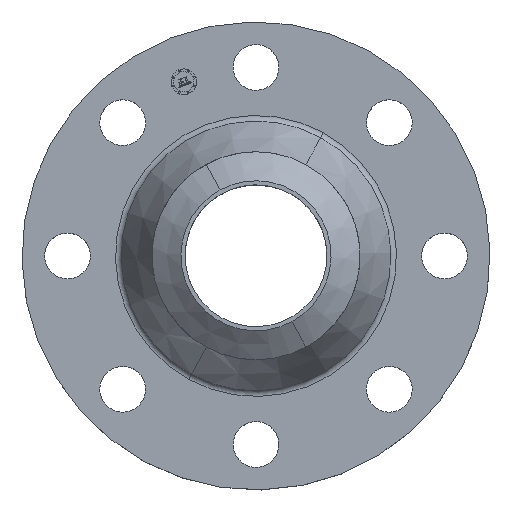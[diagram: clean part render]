
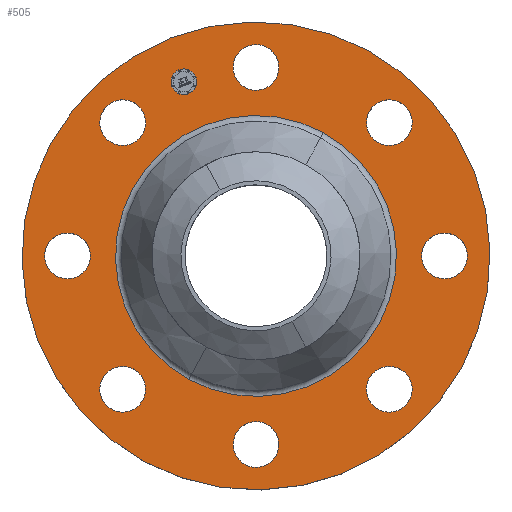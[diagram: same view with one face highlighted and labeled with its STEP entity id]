
A CAD part, top view. The second image highlights one B-rep face of the part: STEP entity #505.
In plain terms, the highlighted planar face has unit normal (0, 0, 1).
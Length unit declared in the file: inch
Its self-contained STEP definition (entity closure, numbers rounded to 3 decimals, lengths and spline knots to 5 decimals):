
#65=AXIS2_PLACEMENT_3D('Circle Axis2P3D',#63,#64,$) ;
#319=AXIS2_PLACEMENT_3D('Plane Axis2P3D',#316,#317,#318) ;
#323=AXIS2_PLACEMENT_3D('Circle Axis2P3D',#321,#322,$) ;
#332=AXIS2_PLACEMENT_3D('Circle Axis2P3D',#330,#331,$) ;
#345=AXIS2_PLACEMENT_3D('Circle Axis2P3D',#343,#344,$) ;
#354=AXIS2_PLACEMENT_3D('Circle Axis2P3D',#352,#353,$) ;
#363=AXIS2_PLACEMENT_3D('Circle Axis2P3D',#361,#362,$) ;
#372=AXIS2_PLACEMENT_3D('Circle Axis2P3D',#370,#371,$) ;
#381=AXIS2_PLACEMENT_3D('Circle Axis2P3D',#379,#380,$) ;
#390=AXIS2_PLACEMENT_3D('Circle Axis2P3D',#388,#389,$) ;
#399=AXIS2_PLACEMENT_3D('Circle Axis2P3D',#397,#398,$) ;
#408=AXIS2_PLACEMENT_3D('Circle Axis2P3D',#406,#407,$) ;
#417=AXIS2_PLACEMENT_3D('Circle Axis2P3D',#415,#416,$) ;
#426=AXIS2_PLACEMENT_3D('Circle Axis2P3D',#424,#425,$) ;
#435=AXIS2_PLACEMENT_3D('Circle Axis2P3D',#433,#434,$) ;
#444=AXIS2_PLACEMENT_3D('Circle Axis2P3D',#442,#443,$) ;
#453=AXIS2_PLACEMENT_3D('Circle Axis2P3D',#451,#452,$) ;
#462=AXIS2_PLACEMENT_3D('Circle Axis2P3D',#460,#461,$) ;
#471=AXIS2_PLACEMENT_3D('Circle Axis2P3D',#469,#470,$) ;
#480=AXIS2_PLACEMENT_3D('Circle Axis2P3D',#478,#479,$) ;
#489=AXIS2_PLACEMENT_3D('Circle Axis2P3D',#487,#488,$) ;
#498=AXIS2_PLACEMENT_3D('Circle Axis2P3D',#496,#497,$) ;
#46=CARTESIAN_POINT('Vertex',(-0.38614,3.83595,1.12)) ;
#60=CARTESIAN_POINT('Vertex',(0.38614,3.41405,1.12)) ;
#63=CARTESIAN_POINT('Axis2P3D Location',(0.,3.625,1.12)) ;
#106=CARTESIAN_POINT('Control Point',(0.38614,3.41405,1.12)) ;
#107=CARTESIAN_POINT('Control Point',(0.353,3.3534,1.12)) ;
#108=CARTESIAN_POINT('Control Point',(0.30796,3.29925,1.12)) ;
#109=CARTESIAN_POINT('Control Point',(0.2527,3.25474,1.12)) ;
#110=CARTESIAN_POINT('Control Point',(0.1277,3.18978,1.12)) ;
#111=CARTESIAN_POINT('Control Point',(-0.01258,3.1769,1.12)) ;
#112=CARTESIAN_POINT('Control Point',(-0.08313,3.1845,1.12)) ;
#113=CARTESIAN_POINT('Control Point',(-0.21745,3.22695,1.12)) ;
#114=CARTESIAN_POINT('Control Point',(-0.32575,3.31704,1.12)) ;
#115=CARTESIAN_POINT('Control Point',(-0.37026,3.3723,1.12)) ;
#116=CARTESIAN_POINT('Control Point',(-0.43522,3.4973,1.12)) ;
#117=CARTESIAN_POINT('Control Point',(-0.4481,3.63758,1.12)) ;
#118=CARTESIAN_POINT('Control Point',(-0.4405,3.70813,1.12)) ;
#119=CARTESIAN_POINT('Control Point',(-0.41927,3.77529,1.12)) ;
#120=CARTESIAN_POINT('Control Point',(-0.38614,3.83595,1.12)) ;
#316=CARTESIAN_POINT('Axis2P3D Location',(0.,4.5,1.12)) ;
#321=CARTESIAN_POINT('Axis2P3D Location',(0.,0.,1.12)) ;
#325=CARTESIAN_POINT('Vertex',(2.15741,3.94912,1.12)) ;
#327=CARTESIAN_POINT('Vertex',(-2.15741,-3.94912,1.12)) ;
#330=CARTESIAN_POINT('Axis2P3D Location',(0.,0.,1.12)) ;
#343=CARTESIAN_POINT('Axis2P3D Location',(0.,0.,1.12)) ;
#347=CARTESIAN_POINT('Vertex',(-1.29521,-2.37087,1.12)) ;
#349=CARTESIAN_POINT('Vertex',(1.29521,2.37087,1.12)) ;
#352=CARTESIAN_POINT('Axis2P3D Location',(0.,0.,1.12)) ;
#361=CARTESIAN_POINT('Axis2P3D Location',(2.56326,2.56326,1.12)) ;
#365=CARTESIAN_POINT('Vertex',(2.68714,2.14106,1.12)) ;
#367=CARTESIAN_POINT('Vertex',(2.43938,2.98546,1.12)) ;
#370=CARTESIAN_POINT('Axis2P3D Location',(2.56326,2.56326,1.12)) ;
#379=CARTESIAN_POINT('Axis2P3D Location',(3.625,0.,1.12)) ;
#383=CARTESIAN_POINT('Vertex',(3.41405,-0.38614,1.12)) ;
#385=CARTESIAN_POINT('Vertex',(3.83595,0.38614,1.12)) ;
#388=CARTESIAN_POINT('Axis2P3D Location',(3.625,0.,1.12)) ;
#397=CARTESIAN_POINT('Axis2P3D Location',(2.56326,-2.56326,1.12)) ;
#401=CARTESIAN_POINT('Vertex',(2.14106,-2.68714,1.12)) ;
#403=CARTESIAN_POINT('Vertex',(2.98546,-2.43938,1.12)) ;
#406=CARTESIAN_POINT('Axis2P3D Location',(2.56326,-2.56326,1.12)) ;
#415=CARTESIAN_POINT('Axis2P3D Location',(0.,-3.625,1.12)) ;
#419=CARTESIAN_POINT('Vertex',(-0.38614,-3.41405,1.12)) ;
#421=CARTESIAN_POINT('Vertex',(0.38614,-3.83595,1.12)) ;
#424=CARTESIAN_POINT('Axis2P3D Location',(0.,-3.625,1.12)) ;
#433=CARTESIAN_POINT('Axis2P3D Location',(-2.56326,-2.56326,1.12)) ;
#437=CARTESIAN_POINT('Vertex',(-2.68714,-2.14106,1.12)) ;
#439=CARTESIAN_POINT('Vertex',(-2.43938,-2.98546,1.12)) ;
#442=CARTESIAN_POINT('Axis2P3D Location',(-2.56326,-2.56326,1.12)) ;
#451=CARTESIAN_POINT('Axis2P3D Location',(-3.625,0.,1.12)) ;
#455=CARTESIAN_POINT('Vertex',(-3.41405,0.38614,1.12)) ;
#457=CARTESIAN_POINT('Vertex',(-3.83595,-0.38614,1.12)) ;
#460=CARTESIAN_POINT('Axis2P3D Location',(-3.625,0.,1.12)) ;
#469=CARTESIAN_POINT('Axis2P3D Location',(-2.56326,2.56326,1.12)) ;
#473=CARTESIAN_POINT('Vertex',(-2.14106,2.68714,1.12)) ;
#475=CARTESIAN_POINT('Vertex',(-2.98546,2.43938,1.12)) ;
#478=CARTESIAN_POINT('Axis2P3D Location',(-2.56326,2.56326,1.12)) ;
#487=CARTESIAN_POINT('Axis2P3D Location',(-1.38723,3.34906,1.12)) ;
#491=CARTESIAN_POINT('Vertex',(-1.61589,3.25435,1.12)) ;
#493=CARTESIAN_POINT('Vertex',(-1.15857,3.44378,1.12)) ;
#496=CARTESIAN_POINT('Axis2P3D Location',(-1.38723,3.34906,1.12)) ;
#64=DIRECTION('Axis2P3D Direction',(0.,-0.,-0.039)) ;
#317=DIRECTION('Axis2P3D Direction',(0.,0.,-0.039)) ;
#318=DIRECTION('Axis2P3D XDirection',(0.039,0.,0.)) ;
#322=DIRECTION('Axis2P3D Direction',(0.,0.,-0.039)) ;
#331=DIRECTION('Axis2P3D Direction',(0.,0.,-0.039)) ;
#344=DIRECTION('Axis2P3D Direction',(0.,0.,-0.039)) ;
#353=DIRECTION('Axis2P3D Direction',(0.,0.,-0.039)) ;
#362=DIRECTION('Axis2P3D Direction',(0.,0.,-0.039)) ;
#371=DIRECTION('Axis2P3D Direction',(0.,0.,-0.039)) ;
#380=DIRECTION('Axis2P3D Direction',(0.,0.,-0.039)) ;
#389=DIRECTION('Axis2P3D Direction',(0.,0.,-0.039)) ;
#398=DIRECTION('Axis2P3D Direction',(0.,0.,-0.039)) ;
#407=DIRECTION('Axis2P3D Direction',(0.,0.,-0.039)) ;
#416=DIRECTION('Axis2P3D Direction',(0.,0.,-0.039)) ;
#425=DIRECTION('Axis2P3D Direction',(0.,0.,-0.039)) ;
#434=DIRECTION('Axis2P3D Direction',(0.,0.,-0.039)) ;
#443=DIRECTION('Axis2P3D Direction',(0.,0.,-0.039)) ;
#452=DIRECTION('Axis2P3D Direction',(0.,0.,-0.039)) ;
#461=DIRECTION('Axis2P3D Direction',(0.,0.,-0.039)) ;
#470=DIRECTION('Axis2P3D Direction',(0.,0.,-0.039)) ;
#479=DIRECTION('Axis2P3D Direction',(0.,0.,-0.039)) ;
#488=DIRECTION('Axis2P3D Direction',(0.,0.,-0.039)) ;
#497=DIRECTION('Axis2P3D Direction',(0.,0.,-0.039)) ;
#336=ORIENTED_EDGE('',*,*,#329,.F.) ;
#337=ORIENTED_EDGE('',*,*,#334,.F.) ;
#340=ORIENTED_EDGE('',*,*,#67,.T.) ;
#341=ORIENTED_EDGE('',*,*,#121,.T.) ;
#358=ORIENTED_EDGE('',*,*,#351,.T.) ;
#359=ORIENTED_EDGE('',*,*,#356,.T.) ;
#376=ORIENTED_EDGE('',*,*,#369,.T.) ;
#377=ORIENTED_EDGE('',*,*,#374,.T.) ;
#394=ORIENTED_EDGE('',*,*,#387,.T.) ;
#395=ORIENTED_EDGE('',*,*,#392,.T.) ;
#412=ORIENTED_EDGE('',*,*,#405,.T.) ;
#413=ORIENTED_EDGE('',*,*,#410,.T.) ;
#430=ORIENTED_EDGE('',*,*,#423,.T.) ;
#431=ORIENTED_EDGE('',*,*,#428,.T.) ;
#448=ORIENTED_EDGE('',*,*,#441,.T.) ;
#449=ORIENTED_EDGE('',*,*,#446,.T.) ;
#466=ORIENTED_EDGE('',*,*,#459,.T.) ;
#467=ORIENTED_EDGE('',*,*,#464,.T.) ;
#484=ORIENTED_EDGE('',*,*,#477,.T.) ;
#485=ORIENTED_EDGE('',*,*,#482,.T.) ;
#502=ORIENTED_EDGE('',*,*,#495,.T.) ;
#503=ORIENTED_EDGE('',*,*,#500,.T.) ;
#342=FACE_BOUND('',#339,.T.) ;
#360=FACE_BOUND('',#357,.T.) ;
#378=FACE_BOUND('',#375,.T.) ;
#396=FACE_BOUND('',#393,.T.) ;
#414=FACE_BOUND('',#411,.T.) ;
#432=FACE_BOUND('',#429,.T.) ;
#450=FACE_BOUND('',#447,.T.) ;
#468=FACE_BOUND('',#465,.T.) ;
#486=FACE_BOUND('',#483,.T.) ;
#504=FACE_BOUND('',#501,.T.) ;
#505=ADVANCED_FACE('PartBody',(#338,#342,#360,#378,#396,#414,#432,#450,#468,#486,#504),#320,.F.) ;
#105=B_SPLINE_CURVE_WITH_KNOTS('',5,(#106,#107,#108,#109,#110,#111,#112,#113,#114,#115,#116,#117,#118,#119,#120),.UNSPECIFIED.,.F.,.U.,(6,3,3,3,6),(-17.55522,-8.77761,0.,8.77761,17.55522),.UNSPECIFIED.) ;
#66=CIRCLE('generated circle',#65,0.44) ;
#324=CIRCLE('generated circle',#323,4.5) ;
#333=CIRCLE('generated circle',#332,4.5) ;
#346=CIRCLE('generated circle',#345,2.70159) ;
#355=CIRCLE('generated circle',#354,2.70159) ;
#364=CIRCLE('generated circle',#363,0.44) ;
#373=CIRCLE('generated circle',#372,0.44) ;
#382=CIRCLE('generated circle',#381,0.44) ;
#391=CIRCLE('generated circle',#390,0.44) ;
#400=CIRCLE('generated circle',#399,0.44) ;
#409=CIRCLE('generated circle',#408,0.44) ;
#418=CIRCLE('generated circle',#417,0.44) ;
#427=CIRCLE('generated circle',#426,0.44) ;
#436=CIRCLE('generated circle',#435,0.44) ;
#445=CIRCLE('generated circle',#444,0.44) ;
#454=CIRCLE('generated circle',#453,0.44) ;
#463=CIRCLE('generated circle',#462,0.44) ;
#472=CIRCLE('generated circle',#471,0.44) ;
#481=CIRCLE('generated circle',#480,0.44) ;
#490=CIRCLE('generated circle',#489,0.2475) ;
#499=CIRCLE('generated circle',#498,0.2475) ;
#67=EDGE_CURVE('',#47,#61,#66,.T.) ;
#121=EDGE_CURVE('',#61,#47,#105,.T.) ;
#329=EDGE_CURVE('',#326,#328,#324,.T.) ;
#334=EDGE_CURVE('',#328,#326,#333,.T.) ;
#351=EDGE_CURVE('',#348,#350,#346,.T.) ;
#356=EDGE_CURVE('',#350,#348,#355,.T.) ;
#369=EDGE_CURVE('',#366,#368,#364,.T.) ;
#374=EDGE_CURVE('',#368,#366,#373,.T.) ;
#387=EDGE_CURVE('',#384,#386,#382,.T.) ;
#392=EDGE_CURVE('',#386,#384,#391,.T.) ;
#405=EDGE_CURVE('',#402,#404,#400,.T.) ;
#410=EDGE_CURVE('',#404,#402,#409,.T.) ;
#423=EDGE_CURVE('',#420,#422,#418,.T.) ;
#428=EDGE_CURVE('',#422,#420,#427,.T.) ;
#441=EDGE_CURVE('',#438,#440,#436,.T.) ;
#446=EDGE_CURVE('',#440,#438,#445,.T.) ;
#459=EDGE_CURVE('',#456,#458,#454,.T.) ;
#464=EDGE_CURVE('',#458,#456,#463,.T.) ;
#477=EDGE_CURVE('',#474,#476,#472,.T.) ;
#482=EDGE_CURVE('',#476,#474,#481,.T.) ;
#495=EDGE_CURVE('',#492,#494,#490,.T.) ;
#500=EDGE_CURVE('',#494,#492,#499,.T.) ;
#335=EDGE_LOOP('',(#336,#337)) ;
#339=EDGE_LOOP('',(#340,#341)) ;
#357=EDGE_LOOP('',(#358,#359)) ;
#375=EDGE_LOOP('',(#376,#377)) ;
#393=EDGE_LOOP('',(#394,#395)) ;
#411=EDGE_LOOP('',(#412,#413)) ;
#429=EDGE_LOOP('',(#430,#431)) ;
#447=EDGE_LOOP('',(#448,#449)) ;
#465=EDGE_LOOP('',(#466,#467)) ;
#483=EDGE_LOOP('',(#484,#485)) ;
#501=EDGE_LOOP('',(#502,#503)) ;
#338=FACE_OUTER_BOUND('',#335,.T.) ;
#320=PLANE('',#319) ;
#47=VERTEX_POINT('',#46) ;
#61=VERTEX_POINT('',#60) ;
#326=VERTEX_POINT('',#325) ;
#328=VERTEX_POINT('',#327) ;
#348=VERTEX_POINT('',#347) ;
#350=VERTEX_POINT('',#349) ;
#366=VERTEX_POINT('',#365) ;
#368=VERTEX_POINT('',#367) ;
#384=VERTEX_POINT('',#383) ;
#386=VERTEX_POINT('',#385) ;
#402=VERTEX_POINT('',#401) ;
#404=VERTEX_POINT('',#403) ;
#420=VERTEX_POINT('',#419) ;
#422=VERTEX_POINT('',#421) ;
#438=VERTEX_POINT('',#437) ;
#440=VERTEX_POINT('',#439) ;
#456=VERTEX_POINT('',#455) ;
#458=VERTEX_POINT('',#457) ;
#474=VERTEX_POINT('',#473) ;
#476=VERTEX_POINT('',#475) ;
#492=VERTEX_POINT('',#491) ;
#494=VERTEX_POINT('',#493) ;
